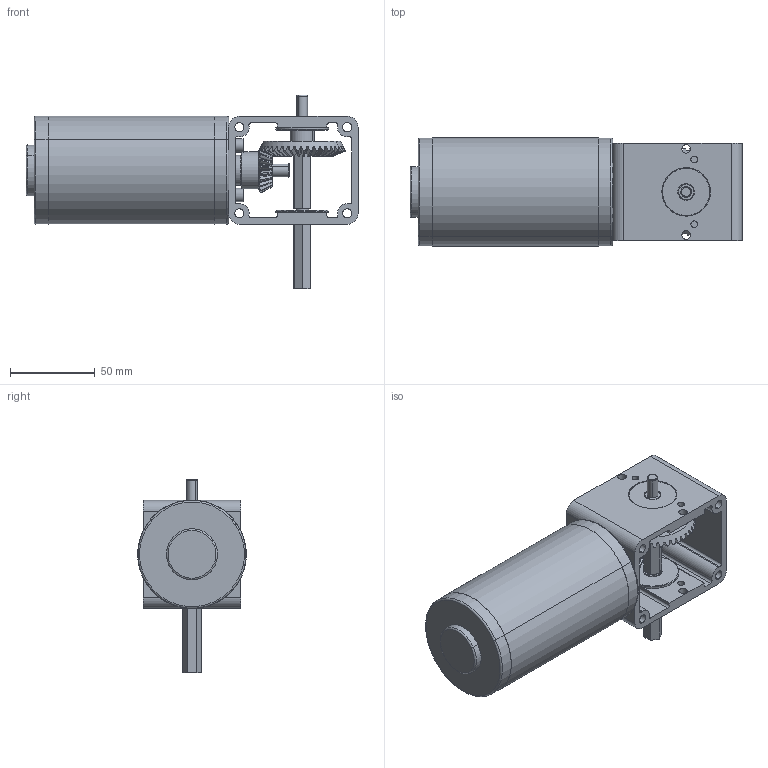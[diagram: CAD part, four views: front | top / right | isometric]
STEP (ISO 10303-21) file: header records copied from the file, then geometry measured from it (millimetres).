
FILE_DESCRIPTION (( 'STEP AP203' ), '1' );
FILE_NAME ('LJ Bevelbox.STEP', '2013-12-12T14:38:58', ( '' ), ( '' ), 'SwSTEP 2.0', 'SolidWorks 2010', '' );
FILE_SCHEMA (( 'CONFIG_CONTROL_DESIGN' ));
Length unit declared in the file: inch
Products named in the file (13): 250x1000 dowel; LJ Housing; 5-16 thick brass washer 11128567; 375 Hex Output Shaft; 40-20 1-25 mod bevel gear pair; 20t 1-25mod bevel gear; 40t 1-25mod bevel gear; 8mm_spring_clip am-0033; FR6ZZ-L Hex Bearing; LJ Bevelbox; CIM Motor SW; SHCS 10-32 x 0.75; FR6ZZ-L Bearing
Assembly tree (13 placements, depth 3):
  LJ Bevelbox
    40-20 1-25 mod bevel gear pair
      20t 1-25mod bevel gear
      40t 1-25mod bevel gear
    CIM Motor SW
    250x1000 dowel
    SHCS 10-32 x 0.75  x2
    LJ Housing
    FR6ZZ-L Bearing
    5-16 thick brass washer 11128567
    8mm_spring_clip am-0033
    FR6ZZ-L Hex Bearing
    375 Hex Output Shaft
Bounding box: 195.57 x 63.76 x 114.1 mm (x, y, z)
Volume: 472879.2 mm3; surface area: 86000.3 mm2
Topology: 12 solids, 12 shells, 864 faces, 2409 edges, 1586 vertices
Faces by surface type: bspline 304, cone 245, plane 175, cylinder 128, torus 12
Entity records: 38551 total; most frequent: CARTESIAN_POINT 17582, ORIENTED_EDGE 4734, DIRECTION 3064, EDGE_CURVE 2367, VERTEX_POINT 1562, AXIS2_PLACEMENT_3D 1152, B_SPLINE_CURVE_WITH_KNOTS 1016, EDGE_LOOP 917
